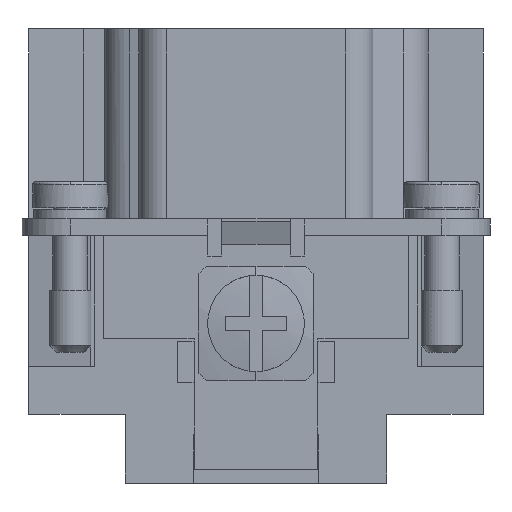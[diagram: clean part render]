
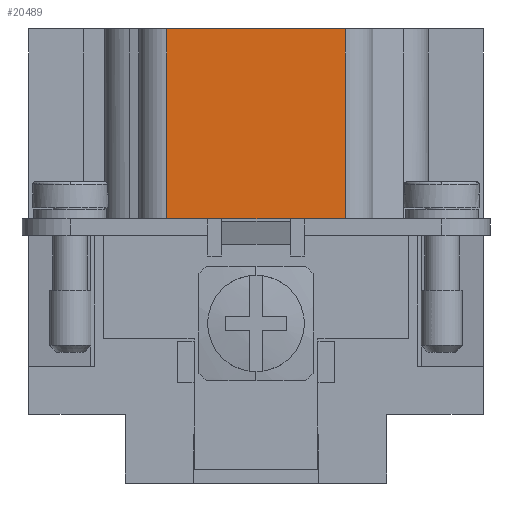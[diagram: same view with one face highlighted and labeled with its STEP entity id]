
A CAD part, left-side view. The second image highlights one B-rep face of the part: STEP entity #20489.
In plain terms, the highlighted planar face has unit normal (-1, 0, 0).
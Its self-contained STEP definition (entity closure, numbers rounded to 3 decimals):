
#17938=CARTESIAN_POINT('',(-31.5,6.5,33.));
#17939=VERTEX_POINT('',#17938);
#17947=CARTESIAN_POINT('',(-31.5,-6.5,33.));
#17948=VERTEX_POINT('',#17947);
#17949=CARTESIAN_POINT('',(-31.5,-6.5,33.));
#17950=DIRECTION('',(0.0,1.0,0.0));
#17951=VECTOR('',#17950,13.);
#17952=LINE('',#17949,#17951);
#17953=EDGE_CURVE('',#17948,#17939,#17952,.T.);
#19449=CARTESIAN_POINT('',(-31.5,-3.5,19.2));
#19450=VERTEX_POINT('',#19449);
#19457=CARTESIAN_POINT('',(-31.5,3.5,19.2));
#19458=VERTEX_POINT('',#19457);
#19459=CARTESIAN_POINT('',(-31.5,3.5,19.2));
#19460=DIRECTION('',(0.0,-1.0,0.0));
#19461=VECTOR('',#19460,7.);
#19462=LINE('',#19459,#19461);
#19463=EDGE_CURVE('',#19458,#19450,#19462,.T.);
#20440=CARTESIAN_POINT('',(-31.5,-6.5,19.2));
#20441=VERTEX_POINT('',#20440);
#20442=CARTESIAN_POINT('',(-31.5,-6.5,19.2));
#20443=DIRECTION('',(0.0,0.0,1.0));
#20444=VECTOR('',#20443,13.8);
#20445=LINE('',#20442,#20444);
#20446=EDGE_CURVE('',#20441,#17948,#20445,.T.);
#20459=CARTESIAN_POINT('',(-31.5,-6.5,19.2));
#20460=DIRECTION('',(-1.0,0.0,0.0));
#20461=DIRECTION('',(0.0,0.0,1.0));
#20462=AXIS2_PLACEMENT_3D('',#20459,#20460,#20461);
#20463=PLANE('',#20462);
#20464=ORIENTED_EDGE('',*,*,#17953,.T.);
#20465=CARTESIAN_POINT('',(-31.5,6.5,19.2));
#20466=VERTEX_POINT('',#20465);
#20467=CARTESIAN_POINT('',(-31.5,6.5,19.2));
#20468=DIRECTION('',(0.0,0.0,1.0));
#20469=VECTOR('',#20468,13.8);
#20470=LINE('',#20467,#20469);
#20471=EDGE_CURVE('',#20466,#17939,#20470,.T.);
#20472=ORIENTED_EDGE('',*,*,#20471,.F.);
#20473=CARTESIAN_POINT('',(-31.5,3.5,19.2));
#20474=DIRECTION('',(0.0,1.0,0.0));
#20475=VECTOR('',#20474,3.);
#20476=LINE('',#20473,#20475);
#20477=EDGE_CURVE('',#19458,#20466,#20476,.T.);
#20478=ORIENTED_EDGE('',*,*,#20477,.F.);
#20479=ORIENTED_EDGE('',*,*,#19463,.T.);
#20480=CARTESIAN_POINT('',(-31.5,-6.5,19.2));
#20481=DIRECTION('',(0.0,1.0,0.0));
#20482=VECTOR('',#20481,3.);
#20483=LINE('',#20480,#20482);
#20484=EDGE_CURVE('',#20441,#19450,#20483,.T.);
#20485=ORIENTED_EDGE('',*,*,#20484,.F.);
#20486=ORIENTED_EDGE('',*,*,#20446,.T.);
#20487=EDGE_LOOP('',(#20464,#20472,#20478,#20479,#20485,#20486));
#20488=FACE_OUTER_BOUND('',#20487,.T.);
#20489=ADVANCED_FACE('',(#20488),#20463,.T.);
